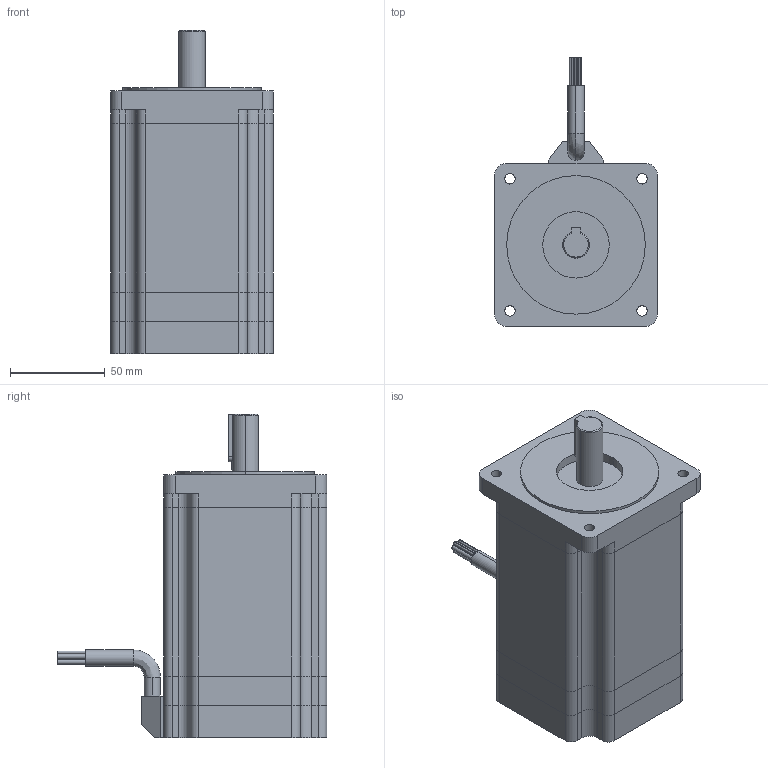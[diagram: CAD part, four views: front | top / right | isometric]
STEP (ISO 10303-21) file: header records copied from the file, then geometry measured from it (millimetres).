
FILE_DESCRIPTION (( 'STEP AP203' ), '1' );
FILE_NAME ('JK86BLS125-X015..STEP', '2021-09-27T00:34:52', ( 'WBL' ), ( 'Microsoft' ), 'SwSTEP 2.0', 'SolidWorks 2016', '' );
FILE_SCHEMA (( 'CONFIG_CONTROL_DESIGN' ));
Length unit declared in the file: millimetre
Products named in the file (1): JK86BLS125-X015.
Bounding box: 85.8 x 141.9 x 170.5 mm (x, y, z)
Volume: 935699.7 mm3; surface area: 105951.3 mm2
Topology: 7 solids, 7 shells, 178 faces, 458 edges, 304 vertices
Faces by surface type: cylinder 87, plane 86, cone 3, bspline 2
Entity records: 5605 total; most frequent: CARTESIAN_POINT 1008, DIRECTION 990, ORIENTED_EDGE 916, EDGE_CURVE 458, AXIS2_PLACEMENT_3D 358, VERTEX_POINT 304, VECTOR 274, LINE 274
